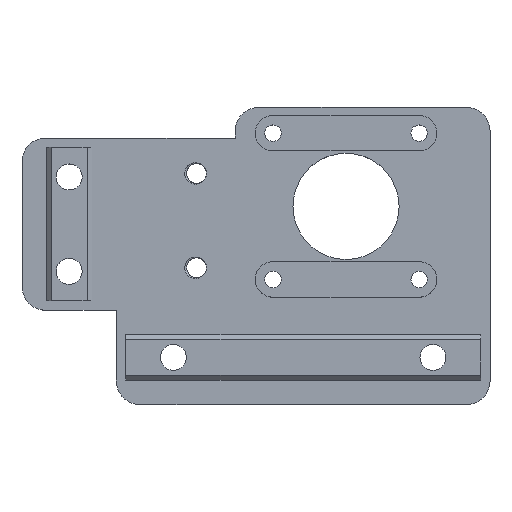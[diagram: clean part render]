
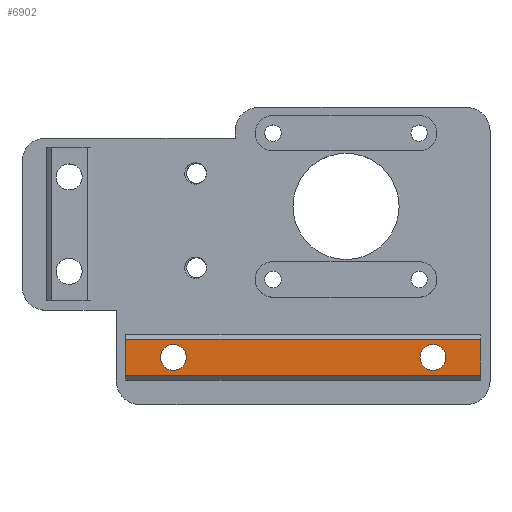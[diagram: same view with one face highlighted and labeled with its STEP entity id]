
A CAD part, top view. The second image highlights one B-rep face of the part: STEP entity #6902.
In plain terms, the highlighted planar face has unit normal (0, 0, 1).
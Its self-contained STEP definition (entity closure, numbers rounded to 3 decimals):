
#489 = PLANE('',#490);
#490 = AXIS2_PLACEMENT_3D('',#491,#492,#493);
#491 = CARTESIAN_POINT('',(97.196,13.,-10.));
#492 = DIRECTION('',(1.,0.,0.));
#493 = DIRECTION('',(0.,-1.,0.));
#517 = PLANE('',#518);
#518 = AXIS2_PLACEMENT_3D('',#519,#520,#521);
#519 = CARTESIAN_POINT('',(97.196,6.101,-9.101));
#520 = DIRECTION('',(0.,0.707,-0.707));
#521 = DIRECTION('',(-1.,0.,0.));
#545 = PLANE('',#546);
#546 = AXIS2_PLACEMENT_3D('',#547,#548,#549);
#547 = CARTESIAN_POINT('',(22.,7.,-10.));
#548 = DIRECTION('',(-1.,0.,0.));
#549 = DIRECTION('',(0.,1.,0.));
#619 = PLANE('',#620);
#620 = AXIS2_PLACEMENT_3D('',#621,#622,#623);
#621 = CARTESIAN_POINT('',(22.,13.9,-9.101));
#622 = DIRECTION('',(0.,-0.707,-0.707));
#623 = DIRECTION('',(1.,0.,0.));
#2824 = VERTEX_POINT('',#2825);
#2825 = CARTESIAN_POINT('',(97.196,13.799,-9.));
#2846 = EDGE_CURVE('',#2824,#2847,#2849,.T.);
#2847 = VERTEX_POINT('',#2848);
#2848 = CARTESIAN_POINT('',(97.196,6.201,-9.));
#2849 = SURFACE_CURVE('',#2850,(#2854,#2861),.PCURVE_S1.);
#2850 = LINE('',#2851,#2852);
#2851 = CARTESIAN_POINT('',(97.196,6.5,-9.));
#2852 = VECTOR('',#2853,1.);
#2853 = DIRECTION('',(0.,-1.,0.));
#2854 = PCURVE('',#489,#2855);
#2855 = DEFINITIONAL_REPRESENTATION('',(#2856),#2860);
#2856 = LINE('',#2857,#2858);
#2857 = CARTESIAN_POINT('',(6.5,-1.));
#2858 = VECTOR('',#2859,1.);
#2859 = DIRECTION('',(1.,0.));
#2860 = ( GEOMETRIC_REPRESENTATION_CONTEXT(2) 
PARAMETRIC_REPRESENTATION_CONTEXT() REPRESENTATION_CONTEXT('2D SPACE',''
  ) );
#2861 = PCURVE('',#2862,#2867);
#2862 = PLANE('',#2863);
#2863 = AXIS2_PLACEMENT_3D('',#2864,#2865,#2866);
#2864 = CARTESIAN_POINT('',(0.,0.,-9.));
#2865 = DIRECTION('',(0.,0.,1.));
#2866 = DIRECTION('',(0.,1.,0.));
#2867 = DEFINITIONAL_REPRESENTATION('',(#2868),#2872);
#2868 = LINE('',#2869,#2870);
#2869 = CARTESIAN_POINT('',(6.5,-97.196));
#2870 = VECTOR('',#2871,1.);
#2871 = DIRECTION('',(-1.,0.));
#2872 = ( GEOMETRIC_REPRESENTATION_CONTEXT(2) 
PARAMETRIC_REPRESENTATION_CONTEXT() REPRESENTATION_CONTEXT('2D SPACE',''
  ) );
#2904 = VERTEX_POINT('',#2905);
#2905 = CARTESIAN_POINT('',(22.,6.201,-9.));
#2926 = EDGE_CURVE('',#2904,#2847,#2927,.T.);
#2927 = SURFACE_CURVE('',#2928,(#2932,#2939),.PCURVE_S1.);
#2928 = LINE('',#2929,#2930);
#2929 = CARTESIAN_POINT('',(48.598,6.201,-9.));
#2930 = VECTOR('',#2931,1.);
#2931 = DIRECTION('',(1.,0.,0.));
#2932 = PCURVE('',#517,#2933);
#2933 = DEFINITIONAL_REPRESENTATION('',(#2934),#2938);
#2934 = LINE('',#2935,#2936);
#2935 = CARTESIAN_POINT('',(48.598,0.142));
#2936 = VECTOR('',#2937,1.);
#2937 = DIRECTION('',(-1.,0.));
#2938 = ( GEOMETRIC_REPRESENTATION_CONTEXT(2) 
PARAMETRIC_REPRESENTATION_CONTEXT() REPRESENTATION_CONTEXT('2D SPACE',''
  ) );
#2939 = PCURVE('',#2862,#2940);
#2940 = DEFINITIONAL_REPRESENTATION('',(#2941),#2945);
#2941 = LINE('',#2942,#2943);
#2942 = CARTESIAN_POINT('',(6.201,-48.598));
#2943 = VECTOR('',#2944,1.);
#2944 = DIRECTION('',(0.,-1.));
#2945 = ( GEOMETRIC_REPRESENTATION_CONTEXT(2) 
PARAMETRIC_REPRESENTATION_CONTEXT() REPRESENTATION_CONTEXT('2D SPACE',''
  ) );
#2951 = EDGE_CURVE('',#2904,#2952,#2954,.T.);
#2952 = VERTEX_POINT('',#2953);
#2953 = CARTESIAN_POINT('',(22.,13.799,-9.));
#2954 = SURFACE_CURVE('',#2955,(#2959,#2966),.PCURVE_S1.);
#2955 = LINE('',#2956,#2957);
#2956 = CARTESIAN_POINT('',(22.,3.5,-9.));
#2957 = VECTOR('',#2958,1.);
#2958 = DIRECTION('',(0.,1.,0.));
#2959 = PCURVE('',#545,#2960);
#2960 = DEFINITIONAL_REPRESENTATION('',(#2961),#2965);
#2961 = LINE('',#2962,#2963);
#2962 = CARTESIAN_POINT('',(-3.5,-1.));
#2963 = VECTOR('',#2964,1.);
#2964 = DIRECTION('',(1.,0.));
#2965 = ( GEOMETRIC_REPRESENTATION_CONTEXT(2) 
PARAMETRIC_REPRESENTATION_CONTEXT() REPRESENTATION_CONTEXT('2D SPACE',''
  ) );
#2966 = PCURVE('',#2862,#2967);
#2967 = DEFINITIONAL_REPRESENTATION('',(#2968),#2972);
#2968 = LINE('',#2969,#2970);
#2969 = CARTESIAN_POINT('',(3.5,-22.));
#2970 = VECTOR('',#2971,1.);
#2971 = DIRECTION('',(1.,0.));
#2972 = ( GEOMETRIC_REPRESENTATION_CONTEXT(2) 
PARAMETRIC_REPRESENTATION_CONTEXT() REPRESENTATION_CONTEXT('2D SPACE',''
  ) );
#3004 = EDGE_CURVE('',#2824,#2952,#3005,.T.);
#3005 = SURFACE_CURVE('',#3006,(#3010,#3017),.PCURVE_S1.);
#3006 = LINE('',#3007,#3008);
#3007 = CARTESIAN_POINT('',(11.,13.799,-9.));
#3008 = VECTOR('',#3009,1.);
#3009 = DIRECTION('',(-1.,0.,0.));
#3010 = PCURVE('',#619,#3011);
#3011 = DEFINITIONAL_REPRESENTATION('',(#3012),#3016);
#3012 = LINE('',#3013,#3014);
#3013 = CARTESIAN_POINT('',(-11.,0.142));
#3014 = VECTOR('',#3015,1.);
#3015 = DIRECTION('',(-1.,0.));
#3016 = ( GEOMETRIC_REPRESENTATION_CONTEXT(2) 
PARAMETRIC_REPRESENTATION_CONTEXT() REPRESENTATION_CONTEXT('2D SPACE',''
  ) );
#3017 = PCURVE('',#2862,#3018);
#3018 = DEFINITIONAL_REPRESENTATION('',(#3019),#3023);
#3019 = LINE('',#3020,#3021);
#3020 = CARTESIAN_POINT('',(13.799,-11.));
#3021 = VECTOR('',#3022,1.);
#3022 = DIRECTION('',(0.,1.));
#3023 = ( GEOMETRIC_REPRESENTATION_CONTEXT(2) 
PARAMETRIC_REPRESENTATION_CONTEXT() REPRESENTATION_CONTEXT('2D SPACE',''
  ) );
#5594 = CYLINDRICAL_SURFACE('',#5595,2.75);
#5595 = AXIS2_PLACEMENT_3D('',#5596,#5597,#5598);
#5596 = CARTESIAN_POINT('',(87.098,10.,109.649));
#5597 = DIRECTION('',(0.,0.,1.));
#5598 = DIRECTION('',(1.,0.,-0.));
#5752 = CYLINDRICAL_SURFACE('',#5753,2.75);
#5753 = AXIS2_PLACEMENT_3D('',#5754,#5755,#5756);
#5754 = CARTESIAN_POINT('',(32.098,10.,109.649));
#5755 = DIRECTION('',(0.,0.,1.));
#5756 = DIRECTION('',(1.,0.,-0.));
#6902 = ADVANCED_FACE('',(#6903,#6909,#6935),#2862,.T.);
#6903 = FACE_BOUND('',#6904,.T.);
#6904 = EDGE_LOOP('',(#6905,#6906,#6907,#6908));
#6905 = ORIENTED_EDGE('',*,*,#2846,.F.);
#6906 = ORIENTED_EDGE('',*,*,#3004,.T.);
#6907 = ORIENTED_EDGE('',*,*,#2951,.F.);
#6908 = ORIENTED_EDGE('',*,*,#2926,.T.);
#6909 = FACE_BOUND('',#6910,.T.);
#6910 = EDGE_LOOP('',(#6911));
#6911 = ORIENTED_EDGE('',*,*,#6912,.F.);
#6912 = EDGE_CURVE('',#6913,#6913,#6915,.T.);
#6913 = VERTEX_POINT('',#6914);
#6914 = CARTESIAN_POINT('',(89.848,10.,-9.));
#6915 = SURFACE_CURVE('',#6916,(#6921,#6928),.PCURVE_S1.);
#6916 = CIRCLE('',#6917,2.75);
#6917 = AXIS2_PLACEMENT_3D('',#6918,#6919,#6920);
#6918 = CARTESIAN_POINT('',(87.098,10.,-9.));
#6919 = DIRECTION('',(0.,0.,1.));
#6920 = DIRECTION('',(1.,0.,-0.));
#6921 = PCURVE('',#2862,#6922);
#6922 = DEFINITIONAL_REPRESENTATION('',(#6923),#6927);
#6923 = CIRCLE('',#6924,2.75);
#6924 = AXIS2_PLACEMENT_2D('',#6925,#6926);
#6925 = CARTESIAN_POINT('',(10.,-87.098));
#6926 = DIRECTION('',(0.,-1.));
#6927 = ( GEOMETRIC_REPRESENTATION_CONTEXT(2) 
PARAMETRIC_REPRESENTATION_CONTEXT() REPRESENTATION_CONTEXT('2D SPACE',''
  ) );
#6928 = PCURVE('',#5594,#6929);
#6929 = DEFINITIONAL_REPRESENTATION('',(#6930),#6934);
#6930 = LINE('',#6931,#6932);
#6931 = CARTESIAN_POINT('',(0.,-118.649));
#6932 = VECTOR('',#6933,1.);
#6933 = DIRECTION('',(1.,0.));
#6934 = ( GEOMETRIC_REPRESENTATION_CONTEXT(2) 
PARAMETRIC_REPRESENTATION_CONTEXT() REPRESENTATION_CONTEXT('2D SPACE',''
  ) );
#6935 = FACE_BOUND('',#6936,.T.);
#6936 = EDGE_LOOP('',(#6937));
#6937 = ORIENTED_EDGE('',*,*,#6938,.F.);
#6938 = EDGE_CURVE('',#6939,#6939,#6941,.T.);
#6939 = VERTEX_POINT('',#6940);
#6940 = CARTESIAN_POINT('',(34.848,10.,-9.));
#6941 = SURFACE_CURVE('',#6942,(#6947,#6954),.PCURVE_S1.);
#6942 = CIRCLE('',#6943,2.75);
#6943 = AXIS2_PLACEMENT_3D('',#6944,#6945,#6946);
#6944 = CARTESIAN_POINT('',(32.098,10.,-9.));
#6945 = DIRECTION('',(0.,0.,1.));
#6946 = DIRECTION('',(1.,0.,-0.));
#6947 = PCURVE('',#2862,#6948);
#6948 = DEFINITIONAL_REPRESENTATION('',(#6949),#6953);
#6949 = CIRCLE('',#6950,2.75);
#6950 = AXIS2_PLACEMENT_2D('',#6951,#6952);
#6951 = CARTESIAN_POINT('',(10.,-32.098));
#6952 = DIRECTION('',(0.,-1.));
#6953 = ( GEOMETRIC_REPRESENTATION_CONTEXT(2) 
PARAMETRIC_REPRESENTATION_CONTEXT() REPRESENTATION_CONTEXT('2D SPACE',''
  ) );
#6954 = PCURVE('',#5752,#6955);
#6955 = DEFINITIONAL_REPRESENTATION('',(#6956),#6960);
#6956 = LINE('',#6957,#6958);
#6957 = CARTESIAN_POINT('',(0.,-118.649));
#6958 = VECTOR('',#6959,1.);
#6959 = DIRECTION('',(1.,0.));
#6960 = ( GEOMETRIC_REPRESENTATION_CONTEXT(2) 
PARAMETRIC_REPRESENTATION_CONTEXT() REPRESENTATION_CONTEXT('2D SPACE',''
  ) );
